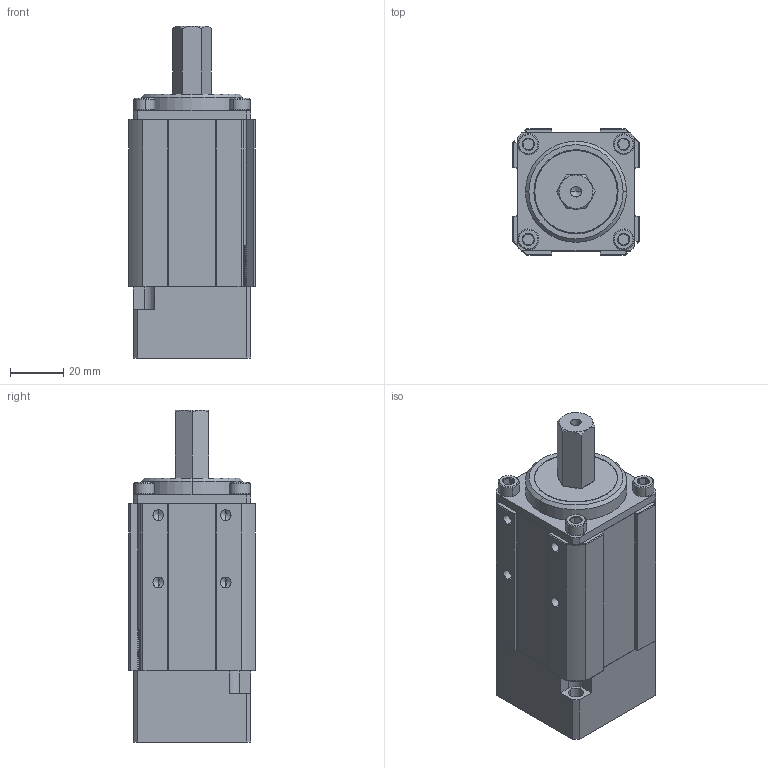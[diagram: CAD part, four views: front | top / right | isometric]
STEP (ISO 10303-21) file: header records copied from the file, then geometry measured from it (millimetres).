
FILE_DESCRIPTION (( 'STEP AP203' ), '1' );
FILE_NAME ('am-3764 - 64_1 - CIM Sport.STEP', '2017-11-21T21:39:19', ( '' ), ( '' ), 'SwSTEP 2.0', 'SolidWorks 2017', '' );
FILE_SCHEMA (( 'CONFIG_CONTROL_DESIGN' ));
Length unit declared in the file: inch
Products named in the file (20): am-XXXX - 4_1 Stage Long Sun Gear; retaining Ring 0500 - Mcm 98410A122_98410A122; 16T Sun Gear; am-XXXX - 57 Sport 500 Hex Output Plug; am-XXXX - 4_1 Stage; 4_1 HD Output Stage Carrier Plate; am-XXXX - 57 Sport 3 Stage Ring Gear Housing; 16T Long Planet Gear; Thrust washer - 775 Sport; 4_1 HD Output Stage; Cim Sport Motor Block; am-XXXX - 57 Sport Stage Carrier Plate; am-XXXX - 57 Sport 500 Hex Shaft; 10-32 x 3.000 SHCS_90128A969; 16T Long Sun Gear; Output Block; 10-32 X 375 SHCS_90128A940; 16T Planet Gear; FR8ZZ Bearing; am-3764 - 64_1 - CIM Sport
Assembly tree (34 placements, depth 3):
  am-3764 - 64_1 - CIM Sport
    am-XXXX - 57 Sport 500 Hex Output Plug
      am-XXXX - 57 Sport 500 Hex Shaft
      Output Block
      FR8ZZ Bearing  x2
      retaining Ring 0500 - Mcm 98410A122_98410A122
    4_1 HD Output Stage
      4_1 HD Output Stage Carrier Plate
      16T Long Planet Gear  x4
    am-XXXX - 4_1 Stage Long Sun Gear
      am-XXXX - 57 Sport Stage Carrier Plate
      16T Long Sun Gear  x2
      16T Planet Gear  x4
    am-XXXX - 4_1 Stage
      am-XXXX - 57 Sport Stage Carrier Plate
      16T Sun Gear
      16T Planet Gear  x4
    am-XXXX - 57 Sport 3 Stage Ring Gear Housing
    Thrust washer - 775 Sport
    Cim Sport Motor Block
    10-32 x 3.000 SHCS_90128A969  x2
    10-32 X 375 SHCS_90128A940  x2
Bounding box: 47.62 x 47.62 x 125.22 mm (x, y, z)
Volume: 169409.6 mm3; surface area: 81412.7 mm2
Topology: 30 solids, 30 shells, 2315 faces, 6470 edges, 4230 vertices
Faces by surface type: cylinder 1935, plane 193, cone 137, torus 42, bspline 8
Entity records: 47442 total; most frequent: CARTESIAN_POINT 15463, DIRECTION 6476, ORIENTED_EDGE 6294, EDGE_CURVE 3147, AXIS2_PLACEMENT_3D 2649, VERTEX_POINT 2056, CIRCLE 1450, EDGE_LOOP 1237
